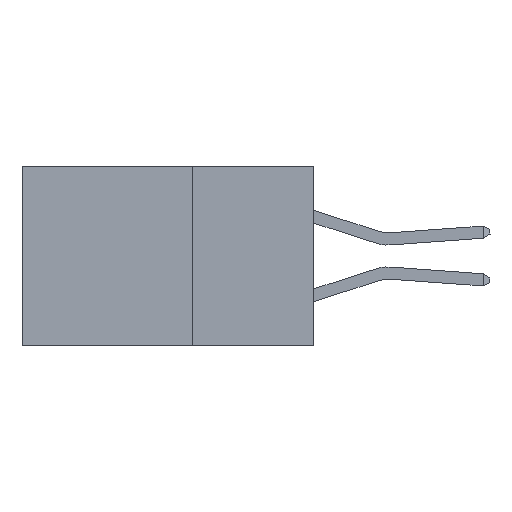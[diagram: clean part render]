
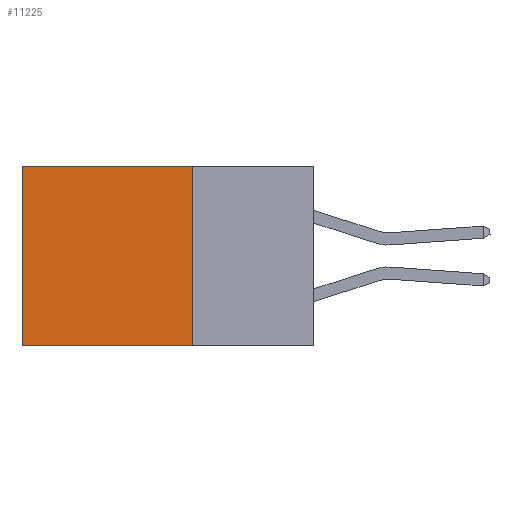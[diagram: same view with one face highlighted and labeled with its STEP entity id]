
A CAD part, left-side view. The second image highlights one B-rep face of the part: STEP entity #11225.
In plain terms, the highlighted planar face has unit normal (-1, 0, 0).
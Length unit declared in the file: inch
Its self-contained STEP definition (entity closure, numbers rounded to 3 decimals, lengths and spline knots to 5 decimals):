
#467 = VECTOR ( 'NONE', #4337, 39.37008 ) ;
#902 = LINE ( 'NONE', #16710, #16378 ) ;
#1103 = PLANE ( 'NONE',  #3774 ) ;
#1876 = VECTOR ( 'NONE', #14061, 39.37008 ) ;
#3163 = ORIENTED_EDGE ( 'NONE', *, *, #4322, .F. ) ;
#3170 = ORIENTED_EDGE ( 'NONE', *, *, #7308, .T. ) ;
#3766 = EDGE_CURVE ( 'NONE', #10355, #9772, #17752, .T. ) ;
#3774 = AXIS2_PLACEMENT_3D ( 'NONE', #14636, #5728, #16090 ) ;
#3879 = VERTEX_POINT ( 'NONE', #15763 ) ;
#3969 = LINE ( 'NONE', #15191, #18755 ) ;
#4322 = EDGE_CURVE ( 'NONE', #9772, #3879, #902, .T. ) ;
#4337 = DIRECTION ( 'NONE',  ( 0., 0., -1. ) ) ;
#5036 = LINE ( 'NONE', #11795, #467 ) ;
#5728 = DIRECTION ( 'NONE',  ( 1., 0., 0. ) ) ;
#6992 = EDGE_LOOP ( 'NONE', ( #12443, #3163, #12981, #3170 ) ) ;
#7308 = EDGE_CURVE ( 'NONE', #10355, #17391, #3969, .T. ) ;
#7870 = DIRECTION ( 'NONE',  ( 0., 1., 0. ) ) ;
#8190 = CARTESIAN_POINT ( 'NONE',  ( 0.2875, 0.25, 0. ) ) ;
#9356 = DIRECTION ( 'NONE',  ( 0., 1., 0. ) ) ;
#9462 = CARTESIAN_POINT ( 'NONE',  ( 0.2875, 0.6, 0. ) ) ;
#9772 = VERTEX_POINT ( 'NONE', #11476 ) ;
#10355 = VERTEX_POINT ( 'NONE', #8190 ) ;
#11225 = ADVANCED_FACE ( 'NONE', ( #16419 ), #1103, .F. ) ;
#11476 = CARTESIAN_POINT ( 'NONE',  ( 0.2875, 0.25, -0.37 ) ) ;
#11795 = CARTESIAN_POINT ( 'NONE',  ( 0.2875, 0.6, 0. ) ) ;
#12443 = ORIENTED_EDGE ( 'NONE', *, *, #16495, .T. ) ;
#12571 = CARTESIAN_POINT ( 'NONE',  ( 0.2875, 0.25, 0. ) ) ;
#12981 = ORIENTED_EDGE ( 'NONE', *, *, #3766, .F. ) ;
#14061 = DIRECTION ( 'NONE',  ( 0., 0., -1. ) ) ;
#14636 = CARTESIAN_POINT ( 'NONE',  ( 0.2875, 0.25, 0. ) ) ;
#15191 = CARTESIAN_POINT ( 'NONE',  ( 0.2875, 0.25, 0. ) ) ;
#15763 = CARTESIAN_POINT ( 'NONE',  ( 0.2875, 0.6, -0.37 ) ) ;
#16090 = DIRECTION ( 'NONE',  ( 0., 0., -1. ) ) ;
#16378 = VECTOR ( 'NONE', #7870, 39.37008 ) ;
#16419 = FACE_OUTER_BOUND ( 'NONE', #6992, .T. ) ;
#16495 = EDGE_CURVE ( 'NONE', #17391, #3879, #5036, .T. ) ;
#16710 = CARTESIAN_POINT ( 'NONE',  ( 0.2875, 0.25, -0.37 ) ) ;
#17391 = VERTEX_POINT ( 'NONE', #9462 ) ;
#17752 = LINE ( 'NONE', #12571, #1876 ) ;
#18755 = VECTOR ( 'NONE', #9356, 39.37008 ) ;
